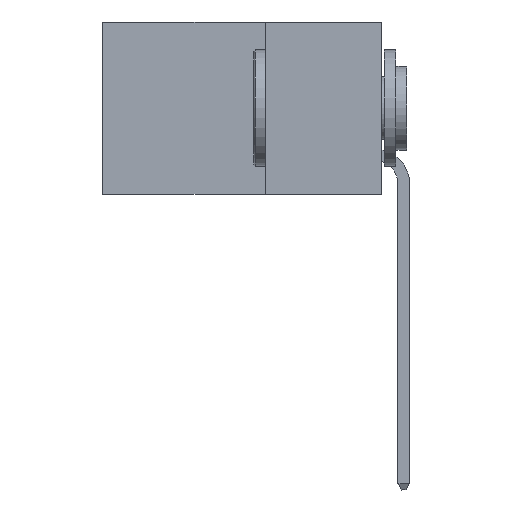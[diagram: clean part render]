
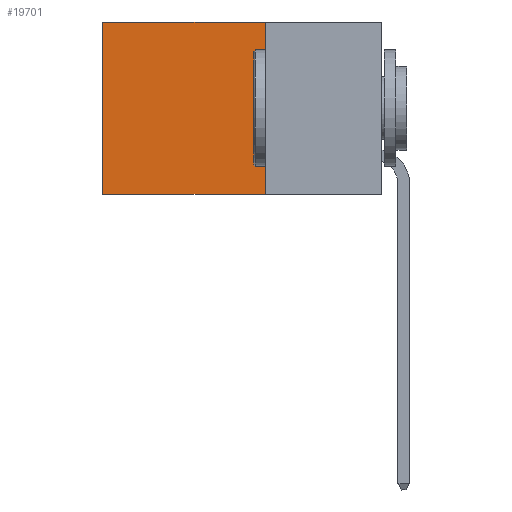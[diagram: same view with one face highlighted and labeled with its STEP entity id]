
A CAD part, left-side view. The second image highlights one B-rep face of the part: STEP entity #19701.
In plain terms, the highlighted planar face has unit normal (-1, 0, 0).
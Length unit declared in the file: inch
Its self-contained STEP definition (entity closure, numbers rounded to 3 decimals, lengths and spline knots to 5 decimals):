
#437 = ORIENTED_EDGE ( 'NONE', *, *, #5477, .T. ) ;
#914 = VECTOR ( 'NONE', #7156, 39.37008 ) ;
#1890 = VECTOR ( 'NONE', #7417, 39.37008 ) ;
#2747 = CARTESIAN_POINT ( 'NONE',  ( 0.2875, 0.6, 0. ) ) ;
#3087 = CARTESIAN_POINT ( 'NONE',  ( 0.2875, 0.25, -0.37 ) ) ;
#3345 = VECTOR ( 'NONE', #25887, 39.37008 ) ;
#3855 = AXIS2_PLACEMENT_3D ( 'NONE', #10735, #13414, #31010 ) ;
#5477 = EDGE_CURVE ( 'NONE', #10795, #5967, #32066, .T. ) ;
#5967 = VERTEX_POINT ( 'NONE', #24829 ) ;
#6880 = EDGE_CURVE ( 'NONE', #26219, #15979, #9373, .T. ) ;
#7156 = DIRECTION ( 'NONE',  ( 0., 1., 0. ) ) ;
#7417 = DIRECTION ( 'NONE',  ( 0., 1., 0. ) ) ;
#7848 = CARTESIAN_POINT ( 'NONE',  ( 0.2875, 0.25, 0. ) ) ;
#8786 = ORIENTED_EDGE ( 'NONE', *, *, #11331, .T. ) ;
#9373 = LINE ( 'NONE', #7848, #3345 ) ;
#10735 = CARTESIAN_POINT ( 'NONE',  ( 0.2875, 0.25, 0. ) ) ;
#10795 = VERTEX_POINT ( 'NONE', #2747 ) ;
#11331 = EDGE_CURVE ( 'NONE', #26219, #10795, #23358, .T. ) ;
#11637 = FACE_OUTER_BOUND ( 'NONE', #11827, .T. ) ;
#11827 = EDGE_LOOP ( 'NONE', ( #437, #17359, #14238, #8786 ) ) ;
#12783 = DIRECTION ( 'NONE',  ( 0., 0., -1. ) ) ;
#13414 = DIRECTION ( 'NONE',  ( 1., 0., 0. ) ) ;
#13945 = LINE ( 'NONE', #17755, #914 ) ;
#14238 = ORIENTED_EDGE ( 'NONE', *, *, #6880, .F. ) ;
#15979 = VERTEX_POINT ( 'NONE', #3087 ) ;
#17359 = ORIENTED_EDGE ( 'NONE', *, *, #22643, .F. ) ;
#17755 = CARTESIAN_POINT ( 'NONE',  ( 0.2875, 0.25, -0.37 ) ) ;
#17917 = CARTESIAN_POINT ( 'NONE',  ( 0.2875, 0.25, 0. ) ) ;
#19701 = ADVANCED_FACE ( 'NONE', ( #11637 ), #26111, .F. ) ;
#22643 = EDGE_CURVE ( 'NONE', #15979, #5967, #13945, .T. ) ;
#23358 = LINE ( 'NONE', #17917, #1890 ) ;
#24829 = CARTESIAN_POINT ( 'NONE',  ( 0.2875, 0.6, -0.37 ) ) ;
#25887 = DIRECTION ( 'NONE',  ( 0., 0., -1. ) ) ;
#26111 = PLANE ( 'NONE',  #3855 ) ;
#26219 = VERTEX_POINT ( 'NONE', #28544 ) ;
#28544 = CARTESIAN_POINT ( 'NONE',  ( 0.2875, 0.25, 0. ) ) ;
#31010 = DIRECTION ( 'NONE',  ( 0., 0., -1. ) ) ;
#31320 = VECTOR ( 'NONE', #12783, 39.37008 ) ;
#32066 = LINE ( 'NONE', #32857, #31320 ) ;
#32857 = CARTESIAN_POINT ( 'NONE',  ( 0.2875, 0.6, 0. ) ) ;
